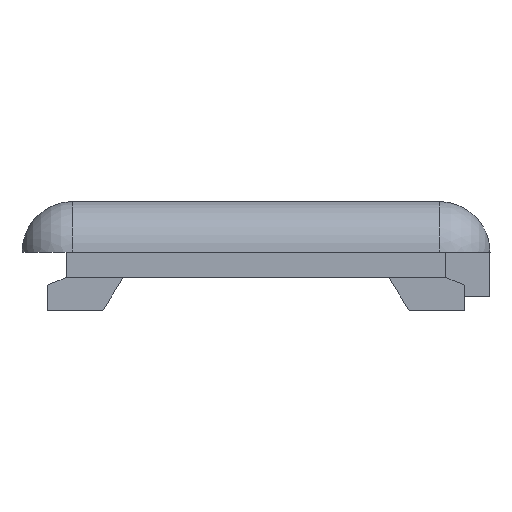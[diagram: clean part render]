
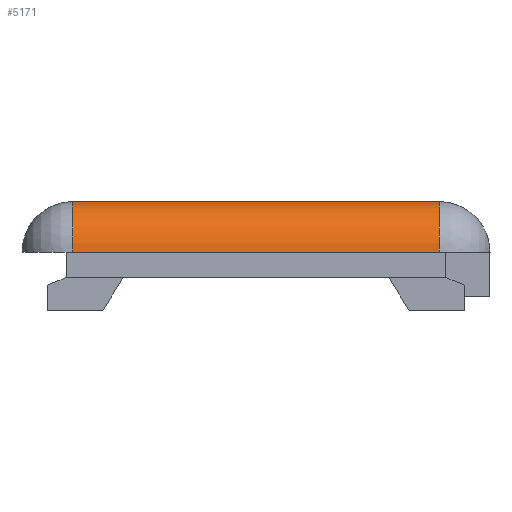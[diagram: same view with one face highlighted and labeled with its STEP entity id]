
A CAD part, left-side view. The second image highlights one B-rep face of the part: STEP entity #5171.
In plain terms, the highlighted cylindrical face has radius 2 mm (diameter 4 mm), a partial arc.
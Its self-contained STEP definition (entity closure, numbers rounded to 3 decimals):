
#51 = CARTESIAN_POINT ( 'NONE',  ( -25.5, -7.25, 0. ) ) ;
#140 = ORIENTED_EDGE ( 'NONE', *, *, #3364, .F. ) ;
#160 = EDGE_CURVE ( 'NONE', #2027, #1222, #5011, .T. ) ;
#296 = CARTESIAN_POINT ( 'NONE',  ( -23.5, -7.25, 2. ) ) ;
#404 = EDGE_CURVE ( 'NONE', #2027, #1990, #1672, .T. ) ;
#437 = VECTOR ( 'NONE', #3141, 1000. ) ;
#535 = DIRECTION ( 'NONE',  ( 0., 1., 0. ) ) ;
#829 = CARTESIAN_POINT ( 'NONE',  ( -23.5, 7.25, 2. ) ) ;
#1034 = DIRECTION ( 'NONE',  ( 0., 1., 0. ) ) ;
#1080 = ORIENTED_EDGE ( 'NONE', *, *, #5118, .T. ) ;
#1183 = LINE ( 'NONE', #296, #437 ) ;
#1222 = VERTEX_POINT ( 'NONE', #829 ) ;
#1672 = LINE ( 'NONE', #2058, #1764 ) ;
#1764 = VECTOR ( 'NONE', #2402, 1000. ) ;
#1818 = DIRECTION ( 'NONE',  ( 0., 0., 1. ) ) ;
#1990 = VERTEX_POINT ( 'NONE', #51 ) ;
#2023 = AXIS2_PLACEMENT_3D ( 'NONE', #2583, #535, #2173 ) ;
#2027 = VERTEX_POINT ( 'NONE', #2849 ) ;
#2058 = CARTESIAN_POINT ( 'NONE',  ( -25.5, 7.25, 0. ) ) ;
#2173 = DIRECTION ( 'NONE',  ( 0., 0., 1. ) ) ;
#2221 = CARTESIAN_POINT ( 'NONE',  ( -23.5, 7.25, 0. ) ) ;
#2402 = DIRECTION ( 'NONE',  ( 0., -1., 0. ) ) ;
#2461 = AXIS2_PLACEMENT_3D ( 'NONE', #3248, #2892, #2492 ) ;
#2492 = DIRECTION ( 'NONE',  ( 0., 0., 1. ) ) ;
#2583 = CARTESIAN_POINT ( 'NONE',  ( -23.5, -7.25, 0. ) ) ;
#2627 = VERTEX_POINT ( 'NONE', #4651 ) ;
#2849 = CARTESIAN_POINT ( 'NONE',  ( -25.5, 7.25, 0. ) ) ;
#2892 = DIRECTION ( 'NONE',  ( 0., 1., 0. ) ) ;
#3141 = DIRECTION ( 'NONE',  ( 0., -1., 0. ) ) ;
#3248 = CARTESIAN_POINT ( 'NONE',  ( -23.5, 7.25, 0. ) ) ;
#3364 = EDGE_CURVE ( 'NONE', #1222, #2627, #1183, .T. ) ;
#4364 = EDGE_LOOP ( 'NONE', ( #1080, #140, #4464, #4883 ) ) ;
#4464 = ORIENTED_EDGE ( 'NONE', *, *, #160, .F. ) ;
#4598 = CIRCLE ( 'NONE', #2023, 2. ) ;
#4651 = CARTESIAN_POINT ( 'NONE',  ( -23.5, -7.25, 2. ) ) ;
#4764 = FACE_OUTER_BOUND ( 'NONE', #4364, .T. ) ;
#4793 = CYLINDRICAL_SURFACE ( 'NONE', #5295, 2. ) ;
#4883 = ORIENTED_EDGE ( 'NONE', *, *, #404, .T. ) ;
#5011 = CIRCLE ( 'NONE', #2461, 2. ) ;
#5118 = EDGE_CURVE ( 'NONE', #1990, #2627, #4598, .T. ) ;
#5171 = ADVANCED_FACE ( 'NONE', ( #4764 ), #4793, .T. ) ;
#5295 = AXIS2_PLACEMENT_3D ( 'NONE', #2221, #1034, #1818 ) ;
